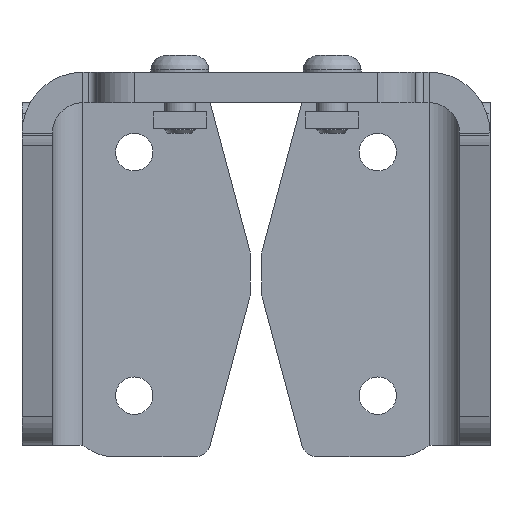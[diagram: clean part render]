
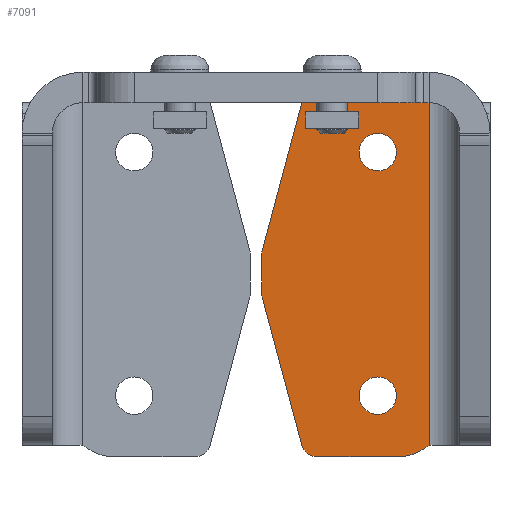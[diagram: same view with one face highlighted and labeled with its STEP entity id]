
A CAD part, front view. The second image highlights one B-rep face of the part: STEP entity #7091.
In plain terms, the highlighted planar face has unit normal (0, -1, 0).
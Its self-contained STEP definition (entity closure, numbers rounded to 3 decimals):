
#366=FACE_BOUND('',#1381,.T.);
#367=FACE_BOUND('',#1382,.T.);
#584=CIRCLE('',#7641,2.459);
#593=CIRCLE('',#7653,2.459);
#607=CIRCLE('',#7673,2.);
#610=CIRCLE('',#7678,2.);
#618=CIRCLE('',#7689,2.);
#621=CIRCLE('',#7694,2.);
#626=CIRCLE('',#7705,2.);
#629=CIRCLE('',#7713,2.);
#630=CIRCLE('',#7716,5.);
#632=CIRCLE('',#7720,5.);
#978=FACE_OUTER_BOUND('',#1380,.T.);
#1380=EDGE_LOOP('',(#5846,#5847,#5848,#5849,#5850,#5851,#5852,#5853,#5854,
#5855,#5856,#5857,#5858,#5859));
#1381=EDGE_LOOP('',(#5860));
#1382=EDGE_LOOP('',(#5861));
#1866=LINE('',#12811,#2406);
#1878=LINE('',#12864,#2418);
#1888=LINE('',#12904,#2428);
#1894=LINE('',#12923,#2434);
#1898=LINE('',#12938,#2438);
#1899=LINE('',#12940,#2439);
#2406=VECTOR('',#9253,10.);
#2418=VECTOR('',#9295,10.);
#2428=VECTOR('',#9327,10.);
#2434=VECTOR('',#9349,10.);
#2438=VECTOR('',#9373,10.);
#2439=VECTOR('',#9376,10.);
#3056=VERTEX_POINT('',#12684);
#3065=VERTEX_POINT('',#12708);
#3091=VERTEX_POINT('',#12776);
#3092=VERTEX_POINT('',#12778);
#3097=VERTEX_POINT('',#12798);
#3098=VERTEX_POINT('',#12799);
#3102=VERTEX_POINT('',#12809);
#3112=VERTEX_POINT('',#12834);
#3113=VERTEX_POINT('',#12835);
#3118=VERTEX_POINT('',#12856);
#3119=VERTEX_POINT('',#12857);
#3120=VERTEX_POINT('',#12862);
#3130=VERTEX_POINT('',#12898);
#3131=VERTEX_POINT('',#12902);
#3135=VERTEX_POINT('',#12918);
#3136=VERTEX_POINT('',#12922);
#3957=EDGE_CURVE('',#3056,#3056,#584,.T.);
#3969=EDGE_CURVE('',#3065,#3065,#593,.T.);
#3999=EDGE_CURVE('',#3092,#3091,#607,.F.);
#4006=EDGE_CURVE('',#3097,#3098,#610,.T.);
#4012=EDGE_CURVE('',#3097,#3102,#1866,.T.);
#4024=EDGE_CURVE('',#3112,#3113,#618,.T.);
#4032=EDGE_CURVE('',#3118,#3119,#621,.T.);
#4036=EDGE_CURVE('',#3118,#3120,#1878,.T.);
#4051=EDGE_CURVE('',#3130,#3102,#626,.T.);
#4053=EDGE_CURVE('',#3130,#3131,#1888,.T.);
#4060=EDGE_CURVE('',#3135,#3131,#629,.T.);
#4062=EDGE_CURVE('',#3136,#3098,#1894,.T.);
#4064=EDGE_CURVE('',#3091,#3136,#630,.T.);
#4066=EDGE_CURVE('',#3120,#3113,#632,.T.);
#4070=EDGE_CURVE('',#3135,#3119,#1898,.T.);
#4071=EDGE_CURVE('',#3112,#3092,#1899,.T.);
#5846=ORIENTED_EDGE('',*,*,#4006,.F.);
#5847=ORIENTED_EDGE('',*,*,#4012,.T.);
#5848=ORIENTED_EDGE('',*,*,#4051,.F.);
#5849=ORIENTED_EDGE('',*,*,#4053,.T.);
#5850=ORIENTED_EDGE('',*,*,#4060,.F.);
#5851=ORIENTED_EDGE('',*,*,#4070,.T.);
#5852=ORIENTED_EDGE('',*,*,#4032,.F.);
#5853=ORIENTED_EDGE('',*,*,#4036,.T.);
#5854=ORIENTED_EDGE('',*,*,#4066,.T.);
#5855=ORIENTED_EDGE('',*,*,#4024,.F.);
#5856=ORIENTED_EDGE('',*,*,#4071,.T.);
#5857=ORIENTED_EDGE('',*,*,#3999,.T.);
#5858=ORIENTED_EDGE('',*,*,#4064,.T.);
#5859=ORIENTED_EDGE('',*,*,#4062,.T.);
#5860=ORIENTED_EDGE('',*,*,#3957,.T.);
#5861=ORIENTED_EDGE('',*,*,#3969,.T.);
#6390=PLANE('',#7725);
#7091=ADVANCED_FACE('',(#978,#366,#367),#6390,.T.);
#7641=AXIS2_PLACEMENT_3D('',#12686,#9150,#9151);
#7653=AXIS2_PLACEMENT_3D('',#12710,#9177,#9178);
#7673=AXIS2_PLACEMENT_3D('',#12779,#9231,#9232);
#7678=AXIS2_PLACEMENT_3D('',#12800,#9243,#9244);
#7689=AXIS2_PLACEMENT_3D('',#12836,#9275,#9276);
#7694=AXIS2_PLACEMENT_3D('',#12858,#9288,#9289);
#7705=AXIS2_PLACEMENT_3D('',#12900,#9322,#9323);
#7713=AXIS2_PLACEMENT_3D('',#12919,#9344,#9345);
#7716=AXIS2_PLACEMENT_3D('',#12926,#9353,#9354);
#7720=AXIS2_PLACEMENT_3D('',#12930,#9361,#9362);
#7725=AXIS2_PLACEMENT_3D('',#12939,#9374,#9375);
#9150=DIRECTION('center_axis',(0.,1.,0.));
#9151=DIRECTION('ref_axis',(-1.,0.,0.));
#9177=DIRECTION('center_axis',(0.,1.,0.));
#9178=DIRECTION('ref_axis',(-1.,0.,0.));
#9231=DIRECTION('center_axis',(0.,-1.,0.));
#9232=DIRECTION('ref_axis',(0.,0.,
1.));
#9243=DIRECTION('center_axis',(0.,1.,0.));
#9244=DIRECTION('ref_axis',(-0.609,0.,0.793));
#9253=DIRECTION('',(-0.259,0.,-0.966));
#9275=DIRECTION('center_axis',(0.,-1.,0.));
#9276=DIRECTION('ref_axis',(0.,0.,-1.));
#9288=DIRECTION('center_axis',(0.,1.,0.));
#9289=DIRECTION('ref_axis',(-0.609,0.,-0.793));
#9295=DIRECTION('',(1.,0.,0.));
#9322=DIRECTION('center_axis',(0.,1.,0.));
#9323=DIRECTION('ref_axis',(-0.991,0.,0.131));
#9327=DIRECTION('',(0.,0.,-1.));
#9344=DIRECTION('center_axis',(0.,1.,0.));
#9345=DIRECTION('ref_axis',(-0.991,0.,-0.131));
#9349=DIRECTION('',(-1.,0.,0.));
#9353=DIRECTION('center_axis',(0.,-1.,0.));
#9354=DIRECTION('ref_axis',(0.,0.,
1.));
#9361=DIRECTION('center_axis',(0.,-1.,0.));
#9362=DIRECTION('ref_axis',(0.714,0.,-0.7));
#9373=DIRECTION('',(0.259,0.,-0.966));
#9374=DIRECTION('center_axis',(0.,-1.,0.));
#9375=DIRECTION('ref_axis',(0.,0.,-1.));
#9376=DIRECTION('',(0.,0.,1.));
#12684=CARTESIAN_POINT('',(18.459,181.,-6.5));
#12686=CARTESIAN_POINT('Origin',(16.,181.,-6.5));
#12708=CARTESIAN_POINT('',(18.459,181.,-38.5));
#12710=CARTESIAN_POINT('Origin',(16.,181.,-38.5));
#12776=CARTESIAN_POINT('',(22.093,181.,0.429));
#12778=CARTESIAN_POINT('',(22.75,181.,0.086));
#12779=CARTESIAN_POINT('Origin',(23.33,181.,2.));
#12798=CARTESIAN_POINT('',(6.034,181.,0.018));
#12799=CARTESIAN_POINT('',(7.965,181.,1.5));
#12800=CARTESIAN_POINT('Origin',(7.965,181.,-0.5));
#12809=CARTESIAN_POINT('',(0.818,181.,-19.447));
#12811=CARTESIAN_POINT('',(0.545,181.,-20.466));
#12834=CARTESIAN_POINT('',(22.75,181.,-45.086));
#12835=CARTESIAN_POINT('',(22.093,181.,-45.429));
#12836=CARTESIAN_POINT('Origin',(23.33,181.,-47.));
#12856=CARTESIAN_POINT('',(7.965,181.,-46.5));
#12857=CARTESIAN_POINT('',(6.034,181.,-45.018));
#12858=CARTESIAN_POINT('Origin',(7.965,181.,-44.5));
#12862=CARTESIAN_POINT('',(19.,181.,-46.5));
#12864=CARTESIAN_POINT('',(3.215,181.,-46.5));
#12898=CARTESIAN_POINT('',(0.75,181.,-19.964));
#12900=CARTESIAN_POINT('Origin',(2.75,181.,-19.964));
#12902=CARTESIAN_POINT('',(0.75,181.,-25.036));
#12904=CARTESIAN_POINT('',(0.75,181.,0.));
#12918=CARTESIAN_POINT('',(0.818,181.,-25.553));
#12919=CARTESIAN_POINT('Origin',(2.75,181.,-25.036));
#12922=CARTESIAN_POINT('',(19.,181.,1.5));
#12923=CARTESIAN_POINT('',(9.5,181.,1.5));
#12926=CARTESIAN_POINT('Origin',(19.,181.,-3.5));
#12930=CARTESIAN_POINT('Origin',(19.,181.,-41.5));
#12938=CARTESIAN_POINT('',(3.56,181.,-35.784));
#12939=CARTESIAN_POINT('Origin',(16.274,181.,-22.5));
#12940=CARTESIAN_POINT('',(22.75,181.,-22.5));
